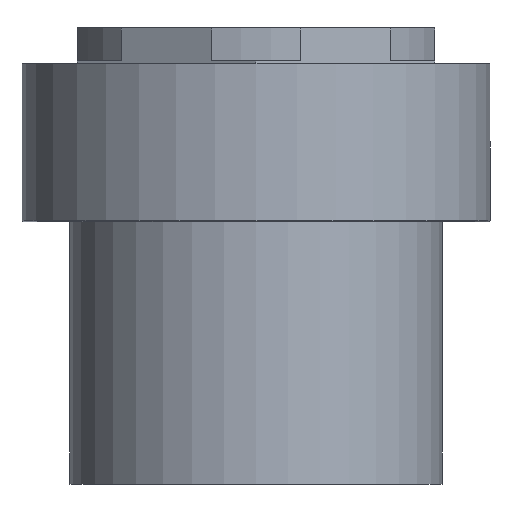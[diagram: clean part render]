
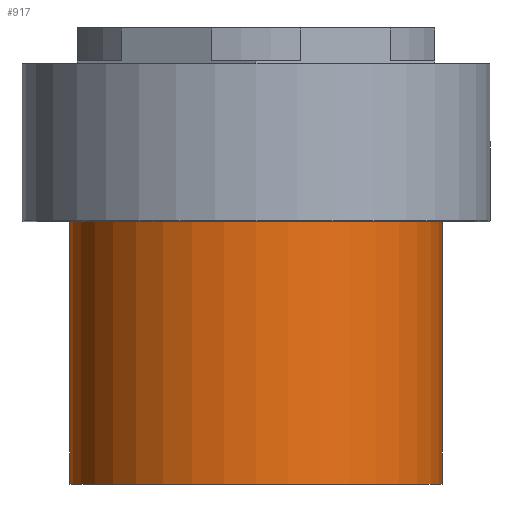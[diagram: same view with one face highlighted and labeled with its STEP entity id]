
A CAD part, front view. The second image highlights one B-rep face of the part: STEP entity #917.
In plain terms, the highlighted cylindrical face has radius 62.5 mm (diameter 125 mm), a partial arc.
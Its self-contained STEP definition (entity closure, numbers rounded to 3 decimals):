
#17 = CIRCLE ( 'NONE', #828, 62.5 ) ;
#46 = EDGE_CURVE ( 'NONE', #1023, #1246, #770, .T. ) ;
#87 = VECTOR ( 'NONE', #540, 1000. ) ;
#99 = CARTESIAN_POINT ( 'NONE',  ( -62.5, 0., 0. ) ) ;
#137 = DIRECTION ( 'NONE',  ( 0., 0., 1. ) ) ;
#221 = DIRECTION ( 'NONE',  ( 0., 0., 1. ) ) ;
#281 = AXIS2_PLACEMENT_3D ( 'NONE', #1276, #287, #727 ) ;
#287 = DIRECTION ( 'NONE',  ( 0., 0., 1. ) ) ;
#312 = EDGE_LOOP ( 'NONE', ( #520, #849, #1217, #398 ) ) ;
#359 = EDGE_CURVE ( 'NONE', #609, #1023, #1086, .T. ) ;
#395 = FACE_OUTER_BOUND ( 'NONE', #312, .T. ) ;
#398 = ORIENTED_EDGE ( 'NONE', *, *, #46, .F. ) ;
#411 = EDGE_CURVE ( 'NONE', #609, #654, #17, .T. ) ;
#442 = LINE ( 'NONE', #881, #991 ) ;
#520 = ORIENTED_EDGE ( 'NONE', *, *, #359, .F. ) ;
#540 = DIRECTION ( 'NONE',  ( 0., 0., 1. ) ) ;
#577 = DIRECTION ( 'NONE',  ( 1., 0., 0. ) ) ;
#609 = VERTEX_POINT ( 'NONE', #951 ) ;
#654 = VERTEX_POINT ( 'NONE', #742 ) ;
#662 = DIRECTION ( 'NONE',  ( 1., 0., 0. ) ) ;
#727 = DIRECTION ( 'NONE',  ( 1., 0., 0. ) ) ;
#742 = CARTESIAN_POINT ( 'NONE',  ( 62.5, 0., -153. ) ) ;
#770 = CIRCLE ( 'NONE', #954, 62.5 ) ;
#828 = AXIS2_PLACEMENT_3D ( 'NONE', #1210, #221, #662 ) ;
#837 = CYLINDRICAL_SURFACE ( 'NONE', #281, 62.5 ) ;
#849 = ORIENTED_EDGE ( 'NONE', *, *, #411, .T. ) ;
#881 = CARTESIAN_POINT ( 'NONE',  ( 62.5, 0., 0. ) ) ;
#917 = ADVANCED_FACE ( 'NONE', ( #395 ), #837, .T. ) ;
#951 = CARTESIAN_POINT ( 'NONE',  ( -62.5, 0., -153. ) ) ;
#954 = AXIS2_PLACEMENT_3D ( 'NONE', #1121, #137, #577 ) ;
#991 = VECTOR ( 'NONE', #1325, 1000. ) ;
#1023 = VERTEX_POINT ( 'NONE', #1411 ) ;
#1086 = LINE ( 'NONE', #99, #87 ) ;
#1093 = EDGE_CURVE ( 'NONE', #654, #1246, #442, .T. ) ;
#1121 = CARTESIAN_POINT ( 'NONE',  ( 0., 0., -65. ) ) ;
#1210 = CARTESIAN_POINT ( 'NONE',  ( 0., 0., -153. ) ) ;
#1217 = ORIENTED_EDGE ( 'NONE', *, *, #1093, .T. ) ;
#1240 = CARTESIAN_POINT ( 'NONE',  ( 62.5, 0., -65. ) ) ;
#1246 = VERTEX_POINT ( 'NONE', #1240 ) ;
#1276 = CARTESIAN_POINT ( 'NONE',  ( 0., 0., 0. ) ) ;
#1325 = DIRECTION ( 'NONE',  ( 0., 0., 1. ) ) ;
#1411 = CARTESIAN_POINT ( 'NONE',  ( -62.5, 0., -65. ) ) ;
